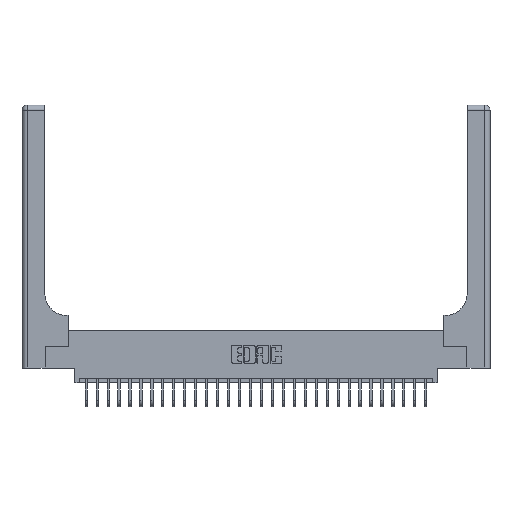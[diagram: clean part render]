
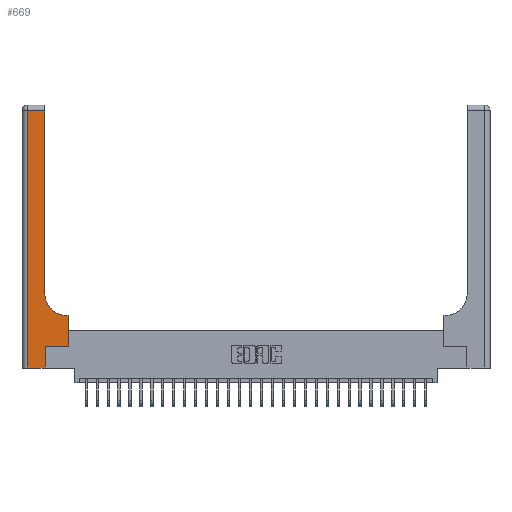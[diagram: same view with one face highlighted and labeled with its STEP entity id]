
A CAD part, top view. The second image highlights one B-rep face of the part: STEP entity #669.
In plain terms, the highlighted planar face has unit normal (0, 0, 1).
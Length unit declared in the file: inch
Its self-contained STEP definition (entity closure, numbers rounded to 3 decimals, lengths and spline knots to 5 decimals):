
#539 = DIRECTION ( 'NONE',  ( 0., 1., 0. ) ) ;
#583 = EDGE_CURVE ( 'NONE', #4110, #5120, #8379, .T. ) ;
#669 = ADVANCED_FACE ( 'NONE', ( #1352 ), #26496, .F. ) ;
#735 = EDGE_CURVE ( 'NONE', #5120, #19260, #14060, .T. ) ;
#852 = DIRECTION ( 'NONE',  ( 0., 0., -1. ) ) ;
#1193 = VERTEX_POINT ( 'NONE', #16216 ) ;
#1352 = FACE_OUTER_BOUND ( 'NONE', #6905, .T. ) ;
#2005 = DIRECTION ( 'NONE',  ( 1., 0., 0. ) ) ;
#2162 = CARTESIAN_POINT ( 'NONE',  ( 0.26, 3., 0.37 ) ) ;
#2187 = VECTOR ( 'NONE', #15234, 39.37008 ) ;
#2629 = CARTESIAN_POINT ( 'NONE',  ( 0.51, 0.85, 0.37 ) ) ;
#2932 = VECTOR ( 'NONE', #2005, 39.37008 ) ;
#3073 = CARTESIAN_POINT ( 'NONE',  ( 0.528, 0.25, 0.37 ) ) ;
#3256 = CARTESIAN_POINT ( 'NONE',  ( 0.528, 0.6, 0.37 ) ) ;
#3875 = VECTOR ( 'NONE', #6058, 39.37008 ) ;
#4109 = DIRECTION ( 'NONE',  ( -1., 0., 0. ) ) ;
#4110 = VERTEX_POINT ( 'NONE', #14165 ) ;
#4183 = AXIS2_PLACEMENT_3D ( 'NONE', #15730, #5719, #17916 ) ;
#4240 = VERTEX_POINT ( 'NONE', #14592 ) ;
#5120 = VERTEX_POINT ( 'NONE', #3073 ) ;
#5414 = ORIENTED_EDGE ( 'NONE', *, *, #735, .T. ) ;
#5719 = DIRECTION ( 'NONE',  ( 0., 0., -1. ) ) ;
#6058 = DIRECTION ( 'NONE',  ( -1., 0., 0. ) ) ;
#6059 = ORIENTED_EDGE ( 'NONE', *, *, #583, .T. ) ;
#6905 = EDGE_LOOP ( 'NONE', ( #15880, #14686, #15944, #14700, #20639, #6059, #5414, #7014, #22163 ) ) ;
#7014 = ORIENTED_EDGE ( 'NONE', *, *, #14919, .T. ) ;
#7137 = VERTEX_POINT ( 'NONE', #22228 ) ;
#7248 = VECTOR ( 'NONE', #25981, 39.37008 ) ;
#7562 = VECTOR ( 'NONE', #539, 39.37008 ) ;
#7583 = DIRECTION ( 'NONE',  ( 0., -1., 0. ) ) ;
#8379 = LINE ( 'NONE', #23798, #19916 ) ;
#8456 = LINE ( 'NONE', #2162, #7562 ) ;
#8473 = CARTESIAN_POINT ( 'NONE',  ( 0.265, 0., 0.37 ) ) ;
#9349 = CARTESIAN_POINT ( 'NONE',  ( 0.265, 0., 0.37 ) ) ;
#11394 = LINE ( 'NONE', #9349, #2187 ) ;
#11578 = EDGE_CURVE ( 'NONE', #12726, #7137, #26437, .T. ) ;
#11759 = VECTOR ( 'NONE', #4109, 39.37008 ) ;
#12062 = LINE ( 'NONE', #22210, #3875 ) ;
#12647 = VERTEX_POINT ( 'NONE', #18801 ) ;
#12726 = VERTEX_POINT ( 'NONE', #23305 ) ;
#13824 = CIRCLE ( 'NONE', #16887, 0.25 ) ;
#14060 = LINE ( 'NONE', #24443, #7248 ) ;
#14165 = CARTESIAN_POINT ( 'NONE',  ( 0.265, 0.25, 0.37 ) ) ;
#14592 = CARTESIAN_POINT ( 'NONE',  ( 0.51, 0.6, 0.37 ) ) ;
#14686 = ORIENTED_EDGE ( 'NONE', *, *, #24671, .T. ) ;
#14700 = ORIENTED_EDGE ( 'NONE', *, *, #22600, .T. ) ;
#14918 = VERTEX_POINT ( 'NONE', #8473 ) ;
#14919 = EDGE_CURVE ( 'NONE', #19260, #4240, #15182, .T. ) ;
#15182 = LINE ( 'NONE', #23374, #11759 ) ;
#15234 = DIRECTION ( 'NONE',  ( 0., 1., 0. ) ) ;
#15730 = CARTESIAN_POINT ( 'NONE',  ( 0., 3., 0.37 ) ) ;
#15880 = ORIENTED_EDGE ( 'NONE', *, *, #18988, .T. ) ;
#15944 = ORIENTED_EDGE ( 'NONE', *, *, #11578, .T. ) ;
#16216 = CARTESIAN_POINT ( 'NONE',  ( 0.26, 0.85, 0.37 ) ) ;
#16312 = CARTESIAN_POINT ( 'NONE',  ( 0.06, 3., 0.37 ) ) ;
#16887 = AXIS2_PLACEMENT_3D ( 'NONE', #2629, #852, #17537 ) ;
#17537 = DIRECTION ( 'NONE',  ( 1., 0., 0. ) ) ;
#17916 = DIRECTION ( 'NONE',  ( -1., 0., 0. ) ) ;
#18699 = VECTOR ( 'NONE', #7583, 39.37008 ) ;
#18801 = CARTESIAN_POINT ( 'NONE',  ( 0.26, 2.94, 0.37 ) ) ;
#18988 = EDGE_CURVE ( 'NONE', #1193, #12647, #8456, .T. ) ;
#19260 = VERTEX_POINT ( 'NONE', #3256 ) ;
#19295 = DIRECTION ( 'NONE',  ( 1., 0., 0. ) ) ;
#19916 = VECTOR ( 'NONE', #19295, 39.37008 ) ;
#20639 = ORIENTED_EDGE ( 'NONE', *, *, #26182, .T. ) ;
#22021 = EDGE_CURVE ( 'NONE', #4240, #1193, #13824, .T. ) ;
#22163 = ORIENTED_EDGE ( 'NONE', *, *, #22021, .T. ) ;
#22210 = CARTESIAN_POINT ( 'NONE',  ( 0., 2.94, 0.37 ) ) ;
#22228 = CARTESIAN_POINT ( 'NONE',  ( 0.06, 0., 0.37 ) ) ;
#22600 = EDGE_CURVE ( 'NONE', #7137, #14918, #27042, .T. ) ;
#23305 = CARTESIAN_POINT ( 'NONE',  ( 0.06, 2.94, 0.37 ) ) ;
#23374 = CARTESIAN_POINT ( 'NONE',  ( 0.26, 0.6, 0.37 ) ) ;
#23798 = CARTESIAN_POINT ( 'NONE',  ( 0.265, 0.25, 0.37 ) ) ;
#24443 = CARTESIAN_POINT ( 'NONE',  ( 0.528, 0.25, 0.37 ) ) ;
#24671 = EDGE_CURVE ( 'NONE', #12647, #12726, #12062, .T. ) ;
#25251 = CARTESIAN_POINT ( 'NONE',  ( 0., 0., 0.37 ) ) ;
#25981 = DIRECTION ( 'NONE',  ( 0., 1., 0. ) ) ;
#26182 = EDGE_CURVE ( 'NONE', #14918, #4110, #11394, .T. ) ;
#26437 = LINE ( 'NONE', #16312, #18699 ) ;
#26496 = PLANE ( 'NONE',  #4183 ) ;
#27042 = LINE ( 'NONE', #25251, #2932 ) ;
